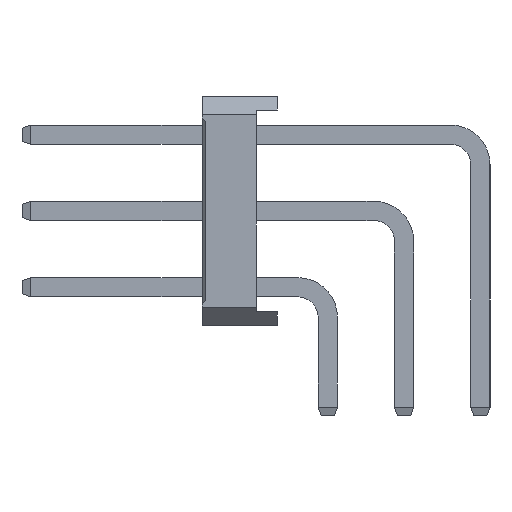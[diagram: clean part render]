
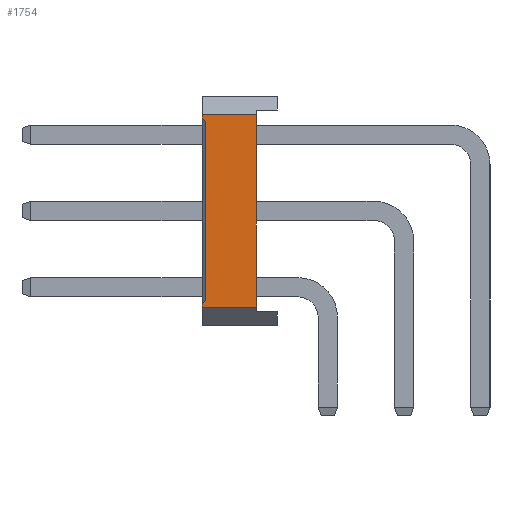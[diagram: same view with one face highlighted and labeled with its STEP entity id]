
A CAD part, left-side view. The second image highlights one B-rep face of the part: STEP entity #1754.
In plain terms, the highlighted planar face has unit normal (-1, 0, 0).
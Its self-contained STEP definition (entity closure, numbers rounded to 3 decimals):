
#1754=ADVANCED_FACE('',(#19269),#19271,.T.);
#19269=FACE_BOUND('',#19270,.T.);
#19270=EDGE_LOOP('',(#33507,#33508,#33509,#33510,#33511,#33512,#33513,#33514));
#19271=PLANE('',#19272);
#19272=AXIS2_PLACEMENT_3D('',#19273,#19274,#19275);
#19273=CARTESIAN_POINT('',(-1.27,1.68,0.6));
#19274=DIRECTION('',(-1.,0.,0.));
#19275=DIRECTION('',(0.,0.,1.));
#33507=ORIENTED_EDGE('',*,*,#42672,.F.);
#33508=ORIENTED_EDGE('',*,*,#42673,.T.);
#33509=ORIENTED_EDGE('',*,*,#42674,.F.);
#33510=ORIENTED_EDGE('',*,*,#41651,.F.);
#33511=ORIENTED_EDGE('',*,*,#42675,.F.);
#33512=ORIENTED_EDGE('',*,*,#41146,.T.);
#33513=ORIENTED_EDGE('',*,*,#42671,.T.);
#33514=ORIENTED_EDGE('',*,*,#41655,.F.);
#41146=EDGE_CURVE('',#45920,#45918,#45921,.T.);
#41651=EDGE_CURVE('',#46928,#46930,#46931,.T.);
#41655=EDGE_CURVE('',#46936,#46938,#46939,.T.);
#42671=EDGE_CURVE('',#45918,#46938,#48781,.T.);
#42672=EDGE_CURVE('',#48782,#46936,#48783,.F.);
#42673=EDGE_CURVE('',#48782,#48784,#48785,.T.);
#42674=EDGE_CURVE('',#46930,#48784,#48786,.F.);
#42675=EDGE_CURVE('',#45920,#46928,#48787,.T.);
#45918=VERTEX_POINT('',#53680);
#45920=VERTEX_POINT('',#53684);
#45921=LINE('',#53685,#53686);
#46928=VERTEX_POINT('',#55700);
#46930=VERTEX_POINT('',#55704);
#46931=LINE('',#55705,#55706);
#46936=VERTEX_POINT('',#55716);
#46938=VERTEX_POINT('',#55720);
#46939=LINE('',#55721,#55722);
#48781=LINE('',#59687,#59688);
#48782=VERTEX_POINT('',#59690);
#48783=LINE('',#59691,#59692);
#48784=VERTEX_POINT('',#59694);
#48785=LINE('',#59695,#59696);
#48786=LINE('',#59698,#59699);
#48787=LINE('',#59701,#59702);
#53680=CARTESIAN_POINT('',(-1.27,2.38,7.02));
#53684=CARTESIAN_POINT('',(-1.27,2.38,0.6));
#53685=CARTESIAN_POINT('',(-1.27,2.38,0.6));
#53686=VECTOR('',#53687,1.);
#53687=DIRECTION('',(0.,0.,1.));
#55700=CARTESIAN_POINT('',(-1.27,4.18,0.6));
#55704=CARTESIAN_POINT('',(-1.27,4.18,0.72));
#55705=CARTESIAN_POINT('',(-1.27,4.18,0.6));
#55706=VECTOR('',#55707,1.);
#55707=DIRECTION('',(0.,0.,1.));
#55716=CARTESIAN_POINT('',(-1.27,4.18,6.9));
#55720=CARTESIAN_POINT('',(-1.27,4.18,7.02));
#55721=CARTESIAN_POINT('',(-1.27,4.18,6.9));
#55722=VECTOR('',#55723,1.);
#55723=DIRECTION('',(0.,0.,1.));
#59687=CARTESIAN_POINT('',(-1.27,2.38,7.02));
#59688=VECTOR('',#59689,1.);
#59689=DIRECTION('',(0.,1.,0.));
#59690=CARTESIAN_POINT('',(-1.27,4.08,6.8));
#59691=CARTESIAN_POINT('',(-1.27,4.18,6.9));
#59692=VECTOR('',#59693,1.);
#59693=DIRECTION('',(0.,-0.707,-0.707));
#59694=CARTESIAN_POINT('',(-1.27,4.08,0.82));
#59695=CARTESIAN_POINT('',(-1.27,4.08,6.8));
#59696=VECTOR('',#59697,1.);
#59697=DIRECTION('',(0.,0.,-1.));
#59698=CARTESIAN_POINT('',(-1.27,4.08,0.82));
#59699=VECTOR('',#59700,1.);
#59700=DIRECTION('',(0.,0.707,-0.707));
#59701=CARTESIAN_POINT('',(-1.27,2.38,0.6));
#59702=VECTOR('',#59703,1.);
#59703=DIRECTION('',(0.,1.,0.));
